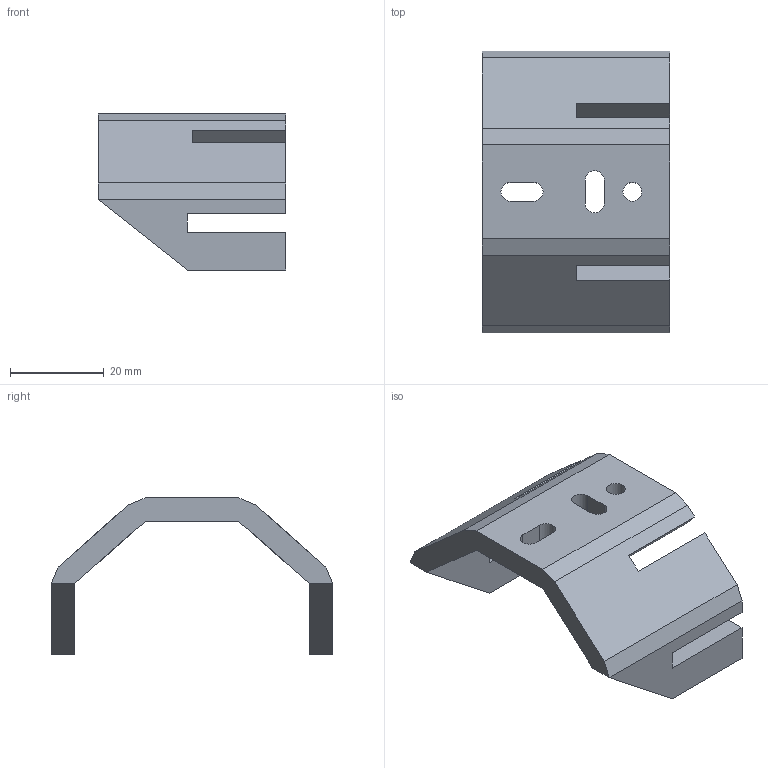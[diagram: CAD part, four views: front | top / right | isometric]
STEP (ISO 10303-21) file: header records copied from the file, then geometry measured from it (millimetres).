
FILE_DESCRIPTION(('STEP AP242'), '1');
FILE_NAME('êëåøíÿ 2', '', ('UNSPECIFIED'), ('UNSPECIFIED'), 'C3D Converter', 'C3D Toolkit', '');
FILE_SCHEMA(('AP242_MANAGED_MODEL_BASED_3D_ENGINEERING_MIM_LF { 1 0 10303 442 1 1 4 }'));
Length unit declared in the file: millimetre
Bounding box: 40 x 60 x 33.23 mm (x, y, z)
Volume: 15947.5 mm3; surface area: 8811.5 mm2
Topology: 1 solids, 1 shells, 45 faces, 125 edges, 82 vertices
Faces by surface type: plane 40, cylinder 5
Full cylindrical faces by diameter (mm): 4 x1
Entity records: 1819 total; most frequent: CARTESIAN_POINT 252, ORIENTED_EDGE 248, DIRECTION 226, EDGE_CURVE 124, LINE 114, VECTOR 114, VERTEX_POINT 82, AXIS2_PLACEMENT_3D 56
